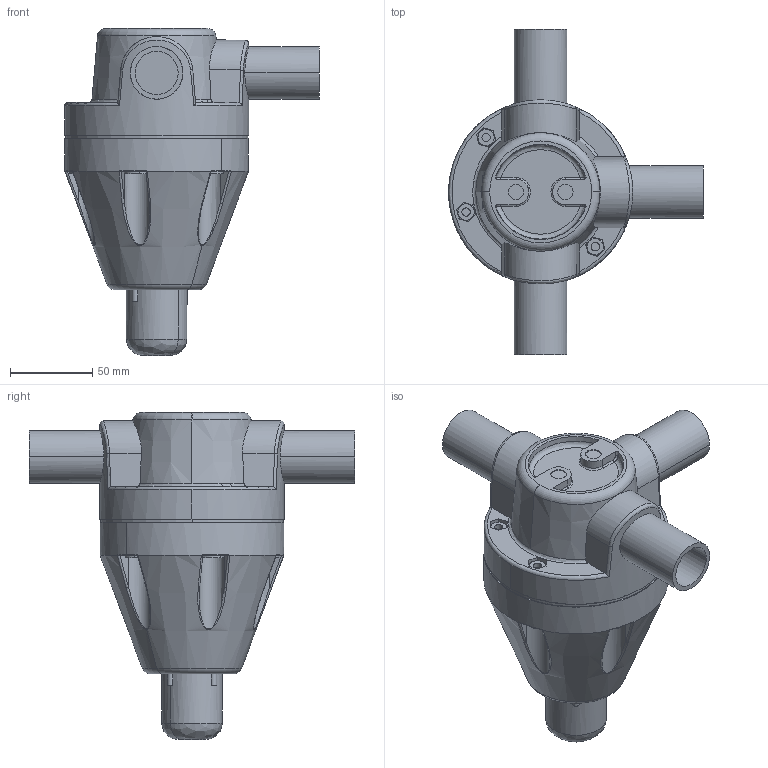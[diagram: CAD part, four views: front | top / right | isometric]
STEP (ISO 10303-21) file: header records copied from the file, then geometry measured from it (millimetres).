
FILE_DESCRIPTION((''),'2;1');
FILE_NAME('KU_V185_PP_DN25_17005447','2019-06-03T',('Kattner'),(''),'PRO/ENGINEER BY PARAMETRIC TECHNOLOGY CORPORATION, 2016360','PRO/ENGINEER BY PARAMETRIC TECHNOLOGY CORPORATION, 2016360','');
FILE_SCHEMA(('AUTOMOTIVE_DESIGN { 1 0 10303 214 1 1 1 1 }'));
Length unit declared in the file: millimetre
Products named in the file (1): KU_V185_PP_DN25_17005447
Bounding box: 155 x 198 x 199 mm (x, y, z)
Volume: 1193631.6 mm3; surface area: 89736.5 mm2
Topology: 1 solids, 1 shells, 235 faces, 626 edges, 420 vertices
Faces by surface type: plane 98, cylinder 76, torus 26, cone 18, bspline 17
Entity records: 10941 total; most frequent: CARTESIAN_POINT 4971, ORIENTED_EDGE 1252, DIRECTION 1057, EDGE_CURVE 626, AXIS2_PLACEMENT_3D 427, VERTEX_POINT 420, EDGE_LOOP 262, FACE_OUTER_BOUND 235
